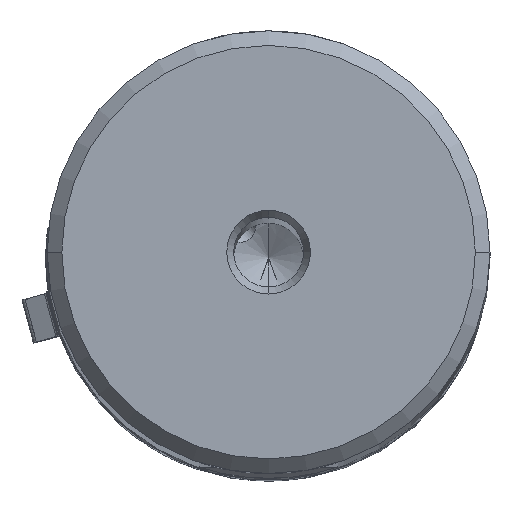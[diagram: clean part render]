
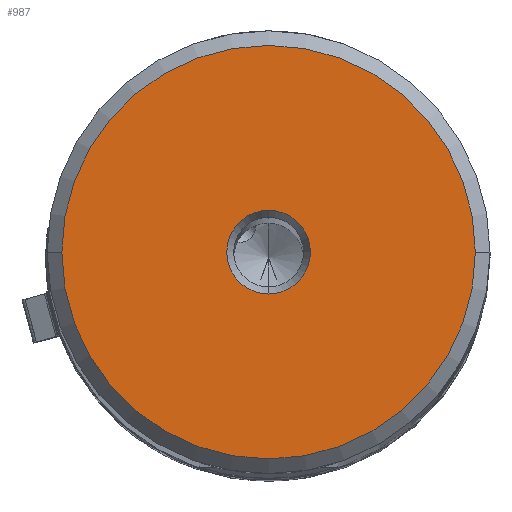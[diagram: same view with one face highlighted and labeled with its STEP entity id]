
A CAD part, top view. The second image highlights one B-rep face of the part: STEP entity #987.
In plain terms, the highlighted planar face has unit normal (0, 0, 1).
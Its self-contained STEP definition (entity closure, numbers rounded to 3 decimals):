
#85=FACE_BOUND('',#1531,.T.);
#86=FACE_BOUND('',#1532,.T.);
#238=PLANE('',#5162);
#987=ADVANCED_FACE('',(#85,#86),#238,.T.);
#1531=EDGE_LOOP('',(#2261,#2262));
#1532=EDGE_LOOP('',(#2263,#2264));
#1844=CIRCLE('',#5156,3.);
#1845=CIRCLE('',#5158,3.);
#1846=CIRCLE('',#5160,14.825);
#1847=CIRCLE('',#5161,14.825);
#2261=ORIENTED_EDGE('',*,*,#4218,.T.);
#2262=ORIENTED_EDGE('',*,*,#4219,.T.);
#2263=ORIENTED_EDGE('',*,*,#4217,.T.);
#2264=ORIENTED_EDGE('',*,*,#4215,.T.);
#3693=VERTEX_POINT('',#7774);
#3694=VERTEX_POINT('',#7776);
#3695=VERTEX_POINT('',#7782);
#3696=VERTEX_POINT('',#7783);
#4215=EDGE_CURVE('',#3694,#3693,#1844,.T.);
#4217=EDGE_CURVE('',#3693,#3694,#1845,.T.);
#4218=EDGE_CURVE('',#3695,#3696,#1846,.T.);
#4219=EDGE_CURVE('',#3696,#3695,#1847,.T.);
#5156=AXIS2_PLACEMENT_3D('',#7775,#5891,#5892);
#5158=AXIS2_PLACEMENT_3D('',#7779,#5896,#5897);
#5160=AXIS2_PLACEMENT_3D('',#7781,#5900,#5901);
#5161=AXIS2_PLACEMENT_3D('',#7784,#5902,#5903);
#5162=AXIS2_PLACEMENT_3D('',#7785,#5904,#5905);
#5891=DIRECTION('',(0.,0.,-1.));
#5892=DIRECTION('',(0.,1.,0.));
#5896=DIRECTION('',(0.,0.,-1.));
#5897=DIRECTION('',(0.,-1.,0.));
#5900=DIRECTION('',(0.,0.,1.));
#5901=DIRECTION('',(1.,0.,0.));
#5902=DIRECTION('',(0.,0.,1.));
#5903=DIRECTION('',(-1.,0.,0.));
#5904=DIRECTION('',(0.,0.,1.));
#5905=DIRECTION('',(-1.,0.,0.));
#7774=CARTESIAN_POINT('',(0.,-3.,0.));
#7775=CARTESIAN_POINT('',(0.,0.,0.));
#7776=CARTESIAN_POINT('',(0.,3.,0.));
#7779=CARTESIAN_POINT('',(0.,0.,0.));
#7781=CARTESIAN_POINT('',(0.,0.,0.));
#7782=CARTESIAN_POINT('',(14.825,0.,0.));
#7783=CARTESIAN_POINT('',(-14.825,0.,0.));
#7784=CARTESIAN_POINT('',(0.,0.,0.));
#7785=CARTESIAN_POINT('',(0.,0.,0.));
